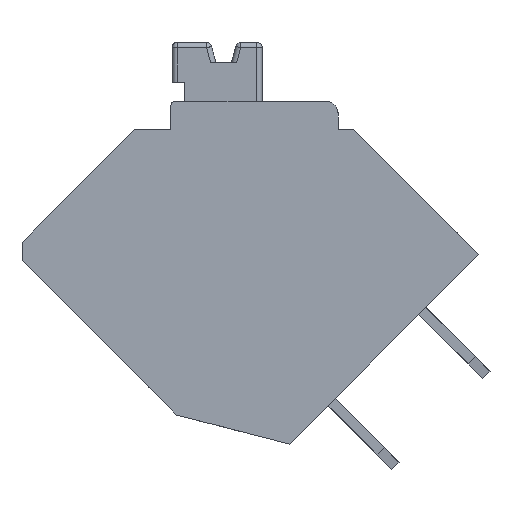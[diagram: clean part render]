
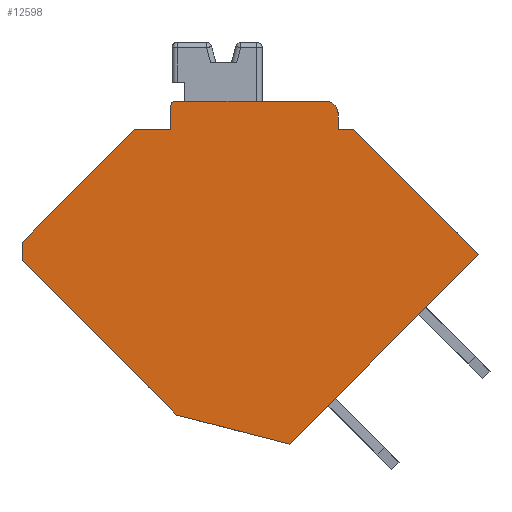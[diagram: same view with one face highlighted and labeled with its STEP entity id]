
A CAD part, left-side view. The second image highlights one B-rep face of the part: STEP entity #12598.
In plain terms, the highlighted planar face has unit normal (-1, 0, 0).
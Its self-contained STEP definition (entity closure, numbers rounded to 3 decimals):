
#275=PLANE('',#13385);
#705=CIRCLE('',#13349,0.5);
#707=CIRCLE('',#13353,0.2);
#1797=ORIENTED_EDGE('',*,*,#5437,.F.);
#1798=ORIENTED_EDGE('',*,*,#5443,.T.);
#1799=ORIENTED_EDGE('',*,*,#4947,.F.);
#1800=ORIENTED_EDGE('',*,*,#5434,.F.);
#1801=ORIENTED_EDGE('',*,*,#5395,.F.);
#1802=ORIENTED_EDGE('',*,*,#4974,.F.);
#1803=ORIENTED_EDGE('',*,*,#5427,.F.);
#1804=ORIENTED_EDGE('',*,*,#5426,.F.);
#1805=ORIENTED_EDGE('',*,*,#5338,.T.);
#1806=ORIENTED_EDGE('',*,*,#5333,.F.);
#1807=ORIENTED_EDGE('',*,*,#5345,.T.);
#1808=ORIENTED_EDGE('',*,*,#5343,.F.);
#1809=ORIENTED_EDGE('',*,*,#5403,.F.);
#4947=EDGE_CURVE('',#6827,#6828,#8048,.T.);
#4974=EDGE_CURVE('',#6852,#6853,#8075,.T.);
#5333=EDGE_CURVE('',#7163,#7164,#8407,.T.);
#5338=EDGE_CURVE('',#7168,#7164,#705,.T.);
#5343=EDGE_CURVE('',#7172,#7169,#8414,.T.);
#5345=EDGE_CURVE('',#7163,#7169,#707,.T.);
#5395=EDGE_CURVE('',#6853,#7209,#8464,.T.);
#5403=EDGE_CURVE('',#7214,#7172,#8469,.T.);
#5426=EDGE_CURVE('',#7168,#7226,#8482,.T.);
#5427=EDGE_CURVE('',#7226,#6852,#8483,.T.);
#5434=EDGE_CURVE('',#7209,#6827,#8490,.T.);
#5437=EDGE_CURVE('',#7228,#7214,#8493,.T.);
#5443=EDGE_CURVE('',#7228,#6828,#8498,.F.);
#6827=VERTEX_POINT('',#18128);
#6828=VERTEX_POINT('',#18130);
#6852=VERTEX_POINT('',#18183);
#6853=VERTEX_POINT('',#18185);
#7163=VERTEX_POINT('',#18916);
#7164=VERTEX_POINT('',#18918);
#7168=VERTEX_POINT('',#18932);
#7169=VERTEX_POINT('',#18936);
#7172=VERTEX_POINT('',#18941);
#7209=VERTEX_POINT('',#19041);
#7214=VERTEX_POINT('',#19056);
#7226=VERTEX_POINT('',#19091);
#7228=VERTEX_POINT('',#19108);
#8048=LINE('',#18129,#9582);
#8075=LINE('',#18184,#9609);
#8407=LINE('',#18917,#9941);
#8414=LINE('',#18942,#9948);
#8464=LINE('',#19043,#9998);
#8469=LINE('',#19057,#10003);
#8482=LINE('',#19093,#10016);
#8483=LINE('',#19095,#10017);
#8490=LINE('',#19103,#10024);
#8493=LINE('',#19109,#10027);
#8498=LINE('',#19119,#10032);
#9582=VECTOR('',#14469,1000.);
#9609=VECTOR('',#14502,1000.);
#9941=VECTOR('',#14978,1000.);
#9948=VECTOR('',#14993,1000.);
#9998=VECTOR('',#15071,1000.);
#10003=VECTOR('',#15084,1000.);
#10016=VECTOR('',#15119,1000.);
#10017=VECTOR('',#15122,1000.);
#10024=VECTOR('',#15131,1000.);
#10027=VECTOR('',#15136,1000.);
#10032=VECTOR('',#15147,1000.);
#11059=EDGE_LOOP('',(#1797,#1798,#1799,#1800,#1801,#1802,#1803,#1804,#1805,
#1806,#1807,#1808,#1809));
#11754=FACE_BOUND('',#11059,.T.);
#12598=ADVANCED_FACE('',(#11754),#275,.T.);
#13349=AXIS2_PLACEMENT_3D('',#18931,#14985,#14986);
#13353=AXIS2_PLACEMENT_3D('',#18945,#14998,#14999);
#13385=AXIS2_PLACEMENT_3D('',#19118,#15145,#15146);
#14469=DIRECTION('',(0.,0.707,0.707));
#14502=DIRECTION('',(0.,-0.707,-0.707));
#14978=DIRECTION('',(0.,-1.,0.));
#14985=DIRECTION('',(-1.,0.,0.));
#14986=DIRECTION('',(0.,0.,1.));
#14993=DIRECTION('',(0.,0.,1.));
#14998=DIRECTION('',(-1.,0.,0.));
#14999=DIRECTION('',(0.,0.,1.));
#15071=DIRECTION('',(0.,0.707,-0.707));
#15084=DIRECTION('',(0.,-1.,0.));
#15119=DIRECTION('',(0.,0.,-1.));
#15122=DIRECTION('',(0.,-1.,0.));
#15131=DIRECTION('',(0.,0.968,0.25));
#15136=DIRECTION('',(0.,-0.707,0.707));
#15145=DIRECTION('',(-1.,0.,0.));
#15146=DIRECTION('',(0.,0.,1.));
#15147=DIRECTION('',(0.,0.,1.));
#18128=CARTESIAN_POINT('',(-7.35,3.017,-6.364));
#18129=CARTESIAN_POINT('',(-7.35,3.017,-6.364));
#18130=CARTESIAN_POINT('',(-7.35,9.027,-0.354));
#18183=CARTESIAN_POINT('',(-7.35,-3.85,4.731));
#18184=CARTESIAN_POINT('',(-7.35,-3.85,4.731));
#18185=CARTESIAN_POINT('',(-7.35,-8.722,-0.141));
#18916=CARTESIAN_POINT('',(-7.35,3.05,5.831));
#18917=CARTESIAN_POINT('',(-7.35,3.25,5.831));
#18918=CARTESIAN_POINT('',(-7.35,-2.75,5.831));
#18931=CARTESIAN_POINT('',(-7.35,-2.75,5.331));
#18932=CARTESIAN_POINT('',(-7.35,-3.25,5.331));
#18936=CARTESIAN_POINT('',(-7.35,3.25,5.631));
#18941=CARTESIAN_POINT('',(-7.35,3.25,4.731));
#18942=CARTESIAN_POINT('',(-7.35,3.25,5.831));
#18945=CARTESIAN_POINT('',(-7.35,3.05,5.631));
#19041=CARTESIAN_POINT('',(-7.35,-1.368,-7.495));
#19043=CARTESIAN_POINT('',(-7.35,-8.722,-0.141));
#19056=CARTESIAN_POINT('',(-7.35,4.65,4.731));
#19057=CARTESIAN_POINT('',(-7.35,3.25,4.731));
#19091=CARTESIAN_POINT('',(-7.35,-3.25,4.731));
#19093=CARTESIAN_POINT('',(-7.35,-3.25,4.731));
#19095=CARTESIAN_POINT('',(-7.35,-3.85,4.731));
#19103=CARTESIAN_POINT('',(-7.35,-1.368,-7.495));
#19108=CARTESIAN_POINT('',(-7.35,9.027,0.354));
#19109=CARTESIAN_POINT('',(-7.35,9.381,0.));
#19118=CARTESIAN_POINT('',(-7.35,0.,0.));
#19119=CARTESIAN_POINT('',(-7.35,9.027,0.));
